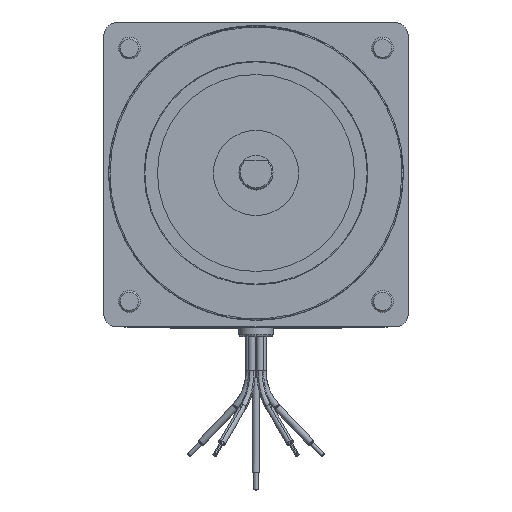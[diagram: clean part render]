
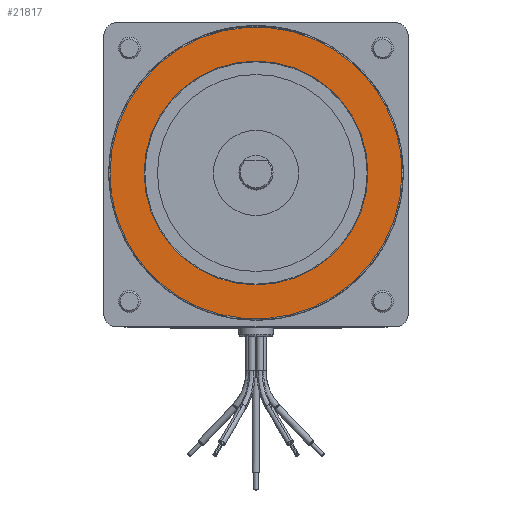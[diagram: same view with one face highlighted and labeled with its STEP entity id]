
A CAD part, top view. The second image highlights one B-rep face of the part: STEP entity #21817.
In plain terms, the highlighted planar face has unit normal (0, 0, 1).
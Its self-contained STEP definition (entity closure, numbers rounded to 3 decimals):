
#282 = AXIS2_PLACEMENT_3D ( 'NONE', #35604, #35605, #35606 ) ;
#2583 = AXIS2_PLACEMENT_3D ( 'NONE', #84548, #84549, #84550 ) ;
#5280 = EDGE_CURVE ( 'NONE', #52968, #52969, #120994, .T. ) ;
#5706 = EDGE_CURVE ( 'NONE', #41599, #41597, #65121, .T. ) ;
#18076 = EDGE_CURVE ( 'NONE', #41597, #41599, #66967, .T. ) ;
#20377 = CARTESIAN_POINT ( 'NONE',  ( 2.718, 0., 0. ) ) ;
#20380 = CARTESIAN_POINT ( 'NONE',  ( -2.718, 0., 0. ) ) ;
#21817 = ADVANCED_FACE ( 'NONE', ( #91250, #91253 ), #100172, .T. ) ;
#23642 = CIRCLE ( 'NONE', #282, 2.083 ) ;
#28262 = CARTESIAN_POINT ( 'NONE',  ( 0., 2.083, 0. ) ) ;
#28265 = CARTESIAN_POINT ( 'NONE',  ( 0., -2.083, 0. ) ) ;
#31948 = ORIENTED_EDGE ( 'NONE', *, *, #5280, .T. ) ;
#31949 = ORIENTED_EDGE ( 'NONE', *, *, #87618, .T. ) ;
#31950 = ORIENTED_EDGE ( 'NONE', *, *, #5706, .F. ) ;
#31951 = ORIENTED_EDGE ( 'NONE', *, *, #18076, .F. ) ;
#35604 = CARTESIAN_POINT ( 'NONE',  ( 0., 0., 0. ) ) ;
#35605 = DIRECTION ( 'NONE',  ( 0., 0., -1. ) ) ;
#35606 = DIRECTION ( 'NONE',  ( 0., -1., 0. ) ) ;
#41597 = VERTEX_POINT ( 'NONE', #20377 ) ;
#41599 = VERTEX_POINT ( 'NONE', #20380 ) ;
#52968 = VERTEX_POINT ( 'NONE', #28262 ) ;
#52969 = VERTEX_POINT ( 'NONE', #28265 ) ;
#56240 = CARTESIAN_POINT ( 'NONE',  ( 2.718, 0., 0. ) ) ;
#56250 = CARTESIAN_POINT ( 'NONE',  ( 2.718, -5.436, 0. ) ) ;
#56256 = CARTESIAN_POINT ( 'NONE',  ( -2.718, -5.436, 0. ) ) ;
#56257 = CARTESIAN_POINT ( 'NONE',  ( -2.718, 0., 0. ) ) ;
#65121 =( BOUNDED_CURVE ( )  B_SPLINE_CURVE ( 3, ( #85071, #85066, #85067, #85072 ),
 .UNSPECIFIED., .F., .F. ) 
 B_SPLINE_CURVE_WITH_KNOTS ( ( 4, 4 ),
 ( 0.5, 1. ),
 .UNSPECIFIED. ) 
 CURVE ( )  GEOMETRIC_REPRESENTATION_ITEM ( )  RATIONAL_B_SPLINE_CURVE ( ( 1., 0.333, 0.333, 1. ) ) 
 REPRESENTATION_ITEM ( '' )  );
#66967 =( BOUNDED_CURVE ( )  B_SPLINE_CURVE ( 3, ( #56240, #56250, #56256, #56257 ),
 .UNSPECIFIED., .F., .F. ) 
 B_SPLINE_CURVE_WITH_KNOTS ( ( 4, 4 ),
 ( 0., 0.5 ),
 .UNSPECIFIED. ) 
 CURVE ( )  GEOMETRIC_REPRESENTATION_ITEM ( )  RATIONAL_B_SPLINE_CURVE ( ( 1., 0.333, 0.333, 1. ) ) 
 REPRESENTATION_ITEM ( '' )  );
#75132 = EDGE_LOOP ( 'NONE', ( #31951, #31950 ) ) ;
#75150 = EDGE_LOOP ( 'NONE', ( #31949, #31948 ) ) ;
#84548 = CARTESIAN_POINT ( 'NONE',  ( 0., 0., 0. ) ) ;
#84549 = DIRECTION ( 'NONE',  ( 0., 0., -1. ) ) ;
#84550 = DIRECTION ( 'NONE',  ( 0., -1., 0. ) ) ;
#85066 = CARTESIAN_POINT ( 'NONE',  ( -2.718, 5.436, 0. ) ) ;
#85067 = CARTESIAN_POINT ( 'NONE',  ( 2.718, 5.436, 0. ) ) ;
#85071 = CARTESIAN_POINT ( 'NONE',  ( -2.718, 0., 0. ) ) ;
#85072 = CARTESIAN_POINT ( 'NONE',  ( 2.718, 0., 0. ) ) ;
#87618 = EDGE_CURVE ( 'NONE', #52969, #52968, #23642, .T. ) ;
#88761 = AXIS2_PLACEMENT_3D ( 'NONE', #100171, #100167, #100173 ) ;
#91250 = FACE_OUTER_BOUND ( 'NONE', #75132, .T. ) ;
#91253 = FACE_BOUND ( 'NONE', #75150, .T. ) ;
#100167 = DIRECTION ( 'NONE',  ( 0., 0., 1. ) ) ;
#100171 = CARTESIAN_POINT ( 'NONE',  ( 2.07, 0., 0. ) ) ;
#100172 = PLANE ( 'NONE',  #88761 ) ;
#100173 = DIRECTION ( 'NONE',  ( 1., 0., 0. ) ) ;
#120994 = CIRCLE ( 'NONE', #2583, 2.083 ) ;
